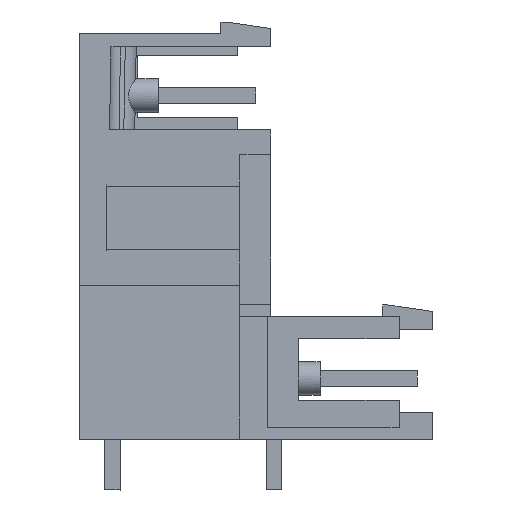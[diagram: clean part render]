
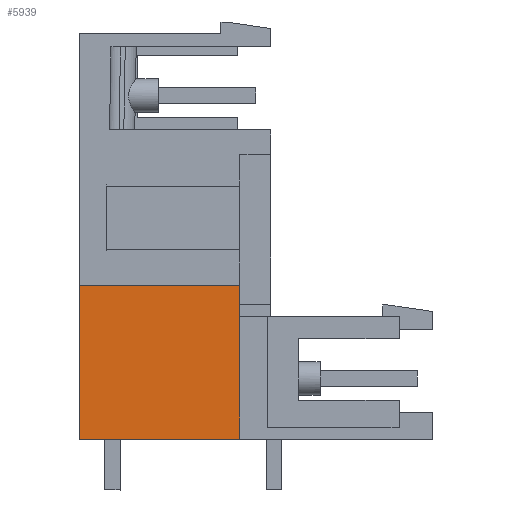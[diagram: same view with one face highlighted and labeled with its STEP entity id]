
A CAD part, left-side view. The second image highlights one B-rep face of the part: STEP entity #5939.
In plain terms, the highlighted planar face has unit normal (-1, 0, 0).
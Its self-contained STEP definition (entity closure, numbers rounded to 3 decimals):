
#5919=AXIS2_PLACEMENT_3D('Plane Axis2P3D',#5916,#5917,#5918) ;
#2608=CARTESIAN_POINT('Vertex',(1.54,12.1,3.2)) ;
#2611=CARTESIAN_POINT('Line Origine',(1.54,17.13,3.2)) ;
#2615=CARTESIAN_POINT('Vertex',(1.54,22.16,3.2)) ;
#5895=CARTESIAN_POINT('Line Origine',(1.54,22.16,8.025)) ;
#5899=CARTESIAN_POINT('Vertex',(1.54,22.16,12.85)) ;
#5916=CARTESIAN_POINT('Axis2P3D Location',(1.54,12.1,3.2)) ;
#5921=CARTESIAN_POINT('Line Origine',(1.54,12.1,8.025)) ;
#5925=CARTESIAN_POINT('Vertex',(1.54,12.1,12.85)) ;
#5928=CARTESIAN_POINT('Line Origine',(1.54,17.13,12.85)) ;
#2612=DIRECTION('Vector Direction',(0.,1.,0.)) ;
#5896=DIRECTION('Vector Direction',(0.,0.,1.)) ;
#5917=DIRECTION('Axis2P3D Direction',(-1.,0.,0.)) ;
#5918=DIRECTION('Axis2P3D XDirection',(0.,0.,1.)) ;
#5922=DIRECTION('Vector Direction',(0.,0.,1.)) ;
#5929=DIRECTION('Vector Direction',(0.,1.,0.)) ;
#2613=VECTOR('Line Direction',#2612,1.) ;
#5897=VECTOR('Line Direction',#5896,1.) ;
#5923=VECTOR('Line Direction',#5922,1.) ;
#5930=VECTOR('Line Direction',#5929,1.) ;
#5934=ORIENTED_EDGE('',*,*,#2617,.F.) ;
#5935=ORIENTED_EDGE('',*,*,#5927,.T.) ;
#5936=ORIENTED_EDGE('',*,*,#5932,.T.) ;
#5937=ORIENTED_EDGE('',*,*,#5901,.F.) ;
#5939=ADVANCED_FACE('HOUSING',(#5938),#5920,.T.) ;
#2617=EDGE_CURVE('',#2609,#2616,#2614,.T.) ;
#5901=EDGE_CURVE('',#2616,#5900,#5898,.T.) ;
#5927=EDGE_CURVE('',#2609,#5926,#5924,.T.) ;
#5932=EDGE_CURVE('',#5926,#5900,#5931,.T.) ;
#5933=EDGE_LOOP('',(#5934,#5935,#5936,#5937)) ;
#5938=FACE_OUTER_BOUND('',#5933,.T.) ;
#2614=LINE('Line',#2611,#2613) ;
#5898=LINE('Line',#5895,#5897) ;
#5924=LINE('Line',#5921,#5923) ;
#5931=LINE('Line',#5928,#5930) ;
#5920=PLANE('',#5919) ;
#2609=VERTEX_POINT('',#2608) ;
#2616=VERTEX_POINT('',#2615) ;
#5900=VERTEX_POINT('',#5899) ;
#5926=VERTEX_POINT('',#5925) ;
